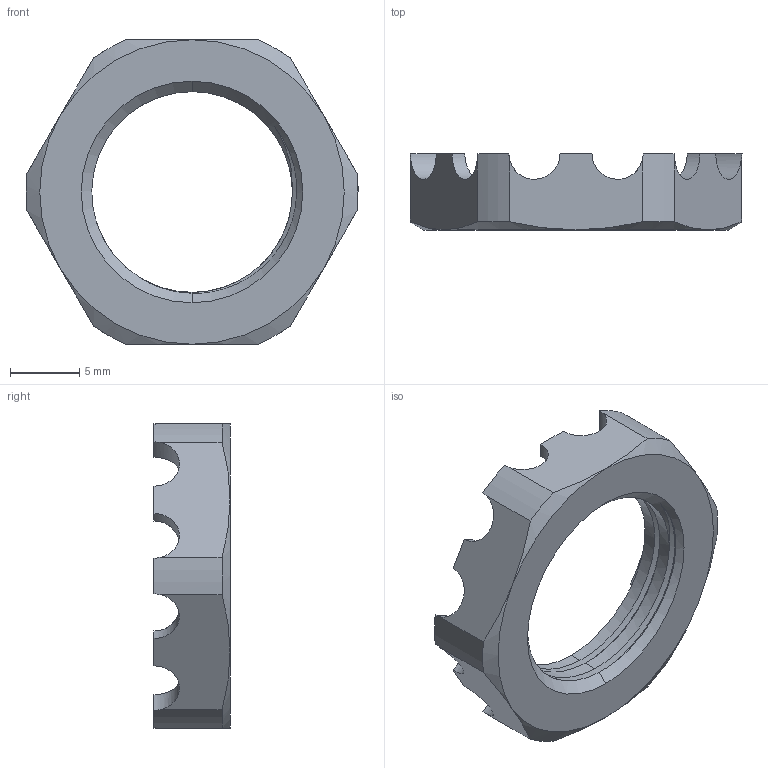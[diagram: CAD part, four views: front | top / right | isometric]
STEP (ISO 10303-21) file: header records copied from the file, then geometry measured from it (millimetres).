
FILE_DESCRIPTION (( 'STEP AP203' ), '1' );
FILE_NAME ('M16-Lock-Nut-Self-locking-7957502.step', '2025-04-08T08:27:57', ( '' ), ( '' ), 'SwSTEP 2.0', 'SolidWorks 2022', '' );
FILE_SCHEMA (( 'CONFIG_CONTROL_DESIGN' ));
Length unit declared in the file: millimetre
Products named in the file (1): M16-Lock-Nut-Self-locking-7957502
Bounding box: 23.98 x 5.5 x 22 mm (x, y, z)
Volume: 940.7 mm3; surface area: 1095.9 mm2
Topology: 1 solids, 1 shells, 57 faces, 158 edges, 103 vertices
Faces by surface type: cylinder 26, plane 20, cone 8, bspline 3
Entity records: 3154 total; most frequent: CARTESIAN_POINT 1694, ORIENTED_EDGE 316, DIRECTION 267, EDGE_CURVE 158, AXIS2_PLACEMENT_3D 108, VERTEX_POINT 103, EDGE_LOOP 59, FACE_OUTER_BOUND 57
